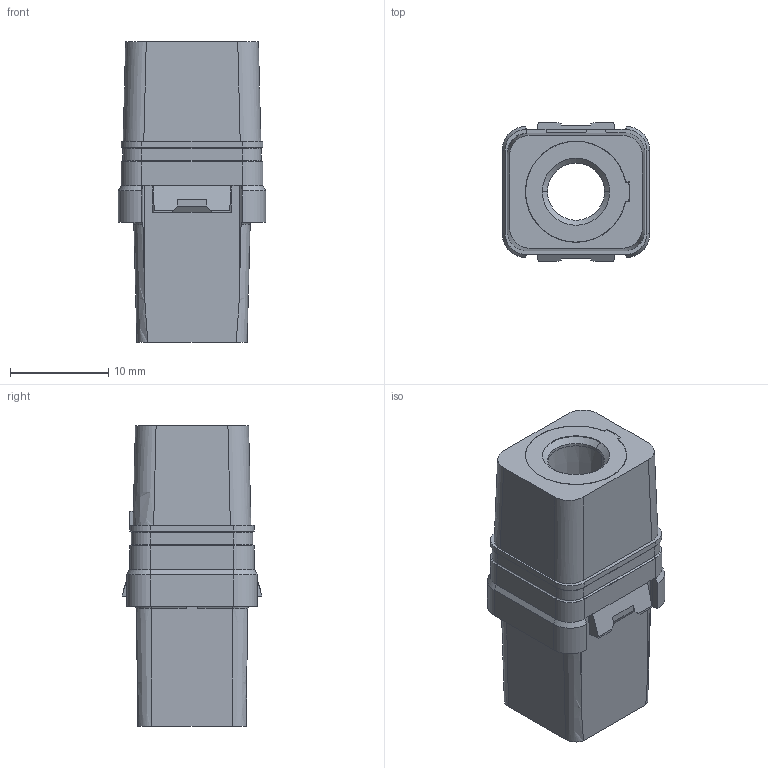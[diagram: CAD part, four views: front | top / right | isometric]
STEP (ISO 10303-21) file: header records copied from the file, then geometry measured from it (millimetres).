
FILE_DESCRIPTION((''),'2;1');
FILE_NAME('SIMM0108SB','2020-01-13T',('presta_be4'),(''),'CREO PARAMETRIC BY PTC INC, 2018360','CREO PARAMETRIC BY PTC INC, 2018360','');
FILE_SCHEMA(('CONFIG_CONTROL_DESIGN'));
Length unit declared in the file: millimetre
Products named in the file (1): SIMM0108SB
Bounding box: 15 x 14.15 x 30.55 mm (x, y, z)
Volume: 3038.1 mm3; surface area: 3945.7 mm2
Topology: 1 solids, 1 shells, 350 faces, 937 edges, 598 vertices
Faces by surface type: plane 179, cylinder 72, cone 45, torus 42, bspline 12
Entity records: 11640 total; most frequent: CARTESIAN_POINT 2937, ORIENTED_EDGE 1874, DIRECTION 1761, EDGE_CURVE 937, AXIS2_PLACEMENT_3D 629, VERTEX_POINT 598, VECTOR 503, LINE 503
